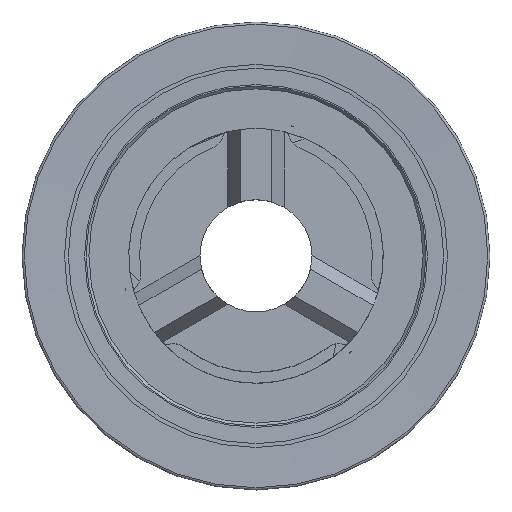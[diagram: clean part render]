
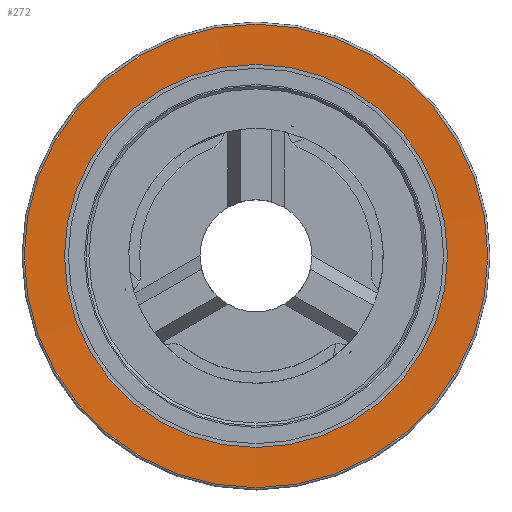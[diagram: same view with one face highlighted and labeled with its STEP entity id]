
A CAD part, top view. The second image highlights one B-rep face of the part: STEP entity #272.
In plain terms, the highlighted conical face has half-angle 88.6 degrees and reference radius 10.748 mm.
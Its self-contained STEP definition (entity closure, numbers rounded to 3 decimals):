
#67=CONICAL_SURFACE('',#1151,10.748,88.6);
#272=ADVANCED_FACE('',(#332,#333),#67,.F.);
#332=FACE_BOUND('',#416,.T.);
#333=FACE_BOUND('',#417,.T.);
#416=EDGE_LOOP('',(#672));
#417=EDGE_LOOP('',(#673));
#672=ORIENTED_EDGE('',*,*,#895,.T.);
#673=ORIENTED_EDGE('',*,*,#894,.F.);
#766=VERTEX_POINT('',#1917);
#767=VERTEX_POINT('',#1920);
#894=EDGE_CURVE('',#766,#766,#968,.T.);
#895=EDGE_CURVE('',#767,#767,#969,.T.);
#968=CIRCLE('',#1148,10.748);
#969=CIRCLE('',#1150,8.881);
#1148=AXIS2_PLACEMENT_3D('',#1916,#1432,#1433);
#1150=AXIS2_PLACEMENT_3D('',#1919,#1436,#1437);
#1151=AXIS2_PLACEMENT_3D('',#1921,#1438,#1439);
#1432=DIRECTION('',(0.,0.,-1.));
#1433=DIRECTION('',(-1.,0.,0.));
#1436=DIRECTION('',(0.,0.,-1.));
#1437=DIRECTION('',(-1.,0.,0.));
#1438=DIRECTION('',(0.,0.,1.));
#1439=DIRECTION('',(1.,0.,0.));
#1916=CARTESIAN_POINT('',(0.,0.,-4.29));
#1917=CARTESIAN_POINT('',(-10.748,0.,-4.29));
#1919=CARTESIAN_POINT('',(0.,0.,-4.336));
#1920=CARTESIAN_POINT('',(-8.881,0.,-4.336));
#1921=CARTESIAN_POINT('',(0.,0.,-4.29));
